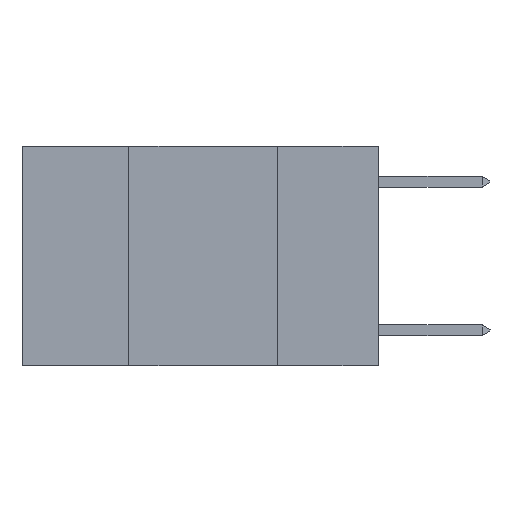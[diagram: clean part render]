
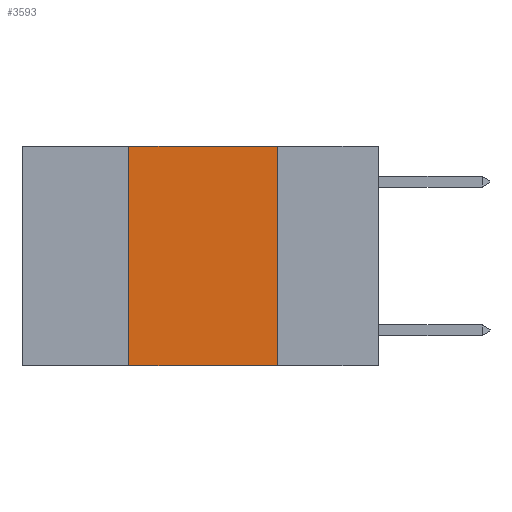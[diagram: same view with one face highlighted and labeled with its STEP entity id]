
A CAD part, left-side view. The second image highlights one B-rep face of the part: STEP entity #3593.
In plain terms, the highlighted planar face has unit normal (-1, 0, 0).
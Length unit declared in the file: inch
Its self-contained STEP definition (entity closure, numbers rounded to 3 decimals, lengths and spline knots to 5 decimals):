
#268 = DIRECTION ( 'NONE',  ( 1., 0., 0. ) ) ;
#321 = CARTESIAN_POINT ( 'NONE',  ( 0., 0.17, -0.37 ) ) ;
#433 = CARTESIAN_POINT ( 'NONE',  ( 0., 0.17, 0. ) ) ;
#1072 = VECTOR ( 'NONE', #7613, 39.37008 ) ;
#1147 = FACE_OUTER_BOUND ( 'NONE', #3829, .T. ) ;
#1151 = CARTESIAN_POINT ( 'NONE',  ( 0., 0.42, 0. ) ) ;
#1328 = LINE ( 'NONE', #2076, #1072 ) ;
#2076 = CARTESIAN_POINT ( 'NONE',  ( 0., 0.6, 0. ) ) ;
#2192 = VERTEX_POINT ( 'NONE', #9839 ) ;
#2628 = CARTESIAN_POINT ( 'NONE',  ( 0., 0.6, 0. ) ) ;
#2797 = CARTESIAN_POINT ( 'NONE',  ( 0., 0.6, -0.37 ) ) ;
#2854 = ORIENTED_EDGE ( 'NONE', *, *, #6182, .F. ) ;
#3129 = ORIENTED_EDGE ( 'NONE', *, *, #7759, .T. ) ;
#3593 = ADVANCED_FACE ( 'NONE', ( #1147 ), #5018, .F. ) ;
#3689 = VECTOR ( 'NONE', #8339, 39.37008 ) ;
#3829 = EDGE_LOOP ( 'NONE', ( #2854, #7947, #6064, #3129 ) ) ;
#4330 = EDGE_CURVE ( 'NONE', #7118, #4923, #6804, .T. ) ;
#4418 = DIRECTION ( 'NONE',  ( 0., 0., 1. ) ) ;
#4881 = VERTEX_POINT ( 'NONE', #321 ) ;
#4923 = VERTEX_POINT ( 'NONE', #1151 ) ;
#5018 = PLANE ( 'NONE',  #5019 ) ;
#5019 = AXIS2_PLACEMENT_3D ( 'NONE', #2628, #268, #5811 ) ;
#5633 = LINE ( 'NONE', #2797, #7946 ) ;
#5811 = DIRECTION ( 'NONE',  ( 0., 0., -1. ) ) ;
#6004 = CARTESIAN_POINT ( 'NONE',  ( 0., 0.42, 0. ) ) ;
#6028 = LINE ( 'NONE', #433, #3689 ) ;
#6064 = ORIENTED_EDGE ( 'NONE', *, *, #4330, .F. ) ;
#6182 = EDGE_CURVE ( 'NONE', #2192, #4881, #6028, .T. ) ;
#6241 = EDGE_CURVE ( 'NONE', #4923, #2192, #1328, .T. ) ;
#6804 = LINE ( 'NONE', #6004, #8900 ) ;
#7118 = VERTEX_POINT ( 'NONE', #9798 ) ;
#7613 = DIRECTION ( 'NONE',  ( 0., -1., 0. ) ) ;
#7759 = EDGE_CURVE ( 'NONE', #7118, #4881, #5633, .T. ) ;
#7946 = VECTOR ( 'NONE', #8308, 39.37008 ) ;
#7947 = ORIENTED_EDGE ( 'NONE', *, *, #6241, .F. ) ;
#8308 = DIRECTION ( 'NONE',  ( 0., -1., 0. ) ) ;
#8339 = DIRECTION ( 'NONE',  ( 0., 0., -1. ) ) ;
#8900 = VECTOR ( 'NONE', #4418, 39.37008 ) ;
#9798 = CARTESIAN_POINT ( 'NONE',  ( 0., 0.42, -0.37 ) ) ;
#9839 = CARTESIAN_POINT ( 'NONE',  ( 0., 0.17, 0. ) ) ;
